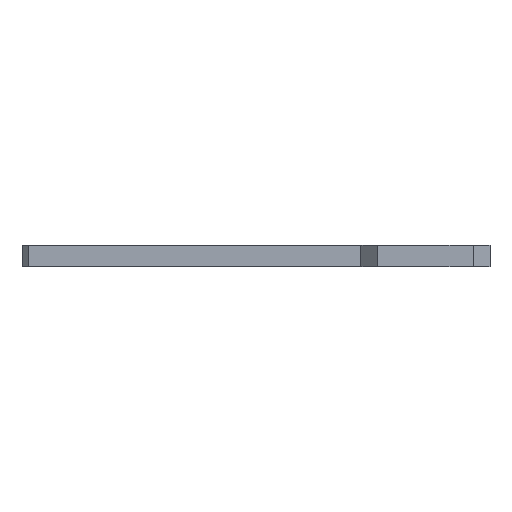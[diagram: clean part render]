
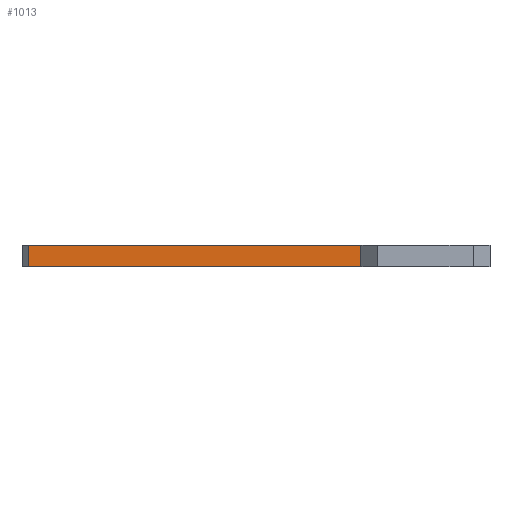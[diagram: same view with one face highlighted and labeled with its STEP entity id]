
A CAD part, left-side view. The second image highlights one B-rep face of the part: STEP entity #1013.
In plain terms, the highlighted planar face has unit normal (-1, 0, 0).
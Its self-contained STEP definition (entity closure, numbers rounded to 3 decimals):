
#19 = VERTEX_POINT ( 'NONE', #2218 ) ;
#41 = CARTESIAN_POINT ( 'NONE',  ( -56.5, 19.05, 0. ) ) ;
#247 = CARTESIAN_POINT ( 'NONE',  ( -56.5, 19.05, 6.4 ) ) ;
#745 = DIRECTION ( 'NONE',  ( 0., -1., 0. ) ) ;
#954 = VECTOR ( 'NONE', #4169, 1000. ) ;
#971 = VERTEX_POINT ( 'NONE', #3108 ) ;
#975 = EDGE_CURVE ( 'NONE', #19, #971, #1554, .T. ) ;
#1013 = ADVANCED_FACE ( 'NONE', ( #3794 ), #4248, .F. ) ;
#1100 = EDGE_CURVE ( 'NONE', #3323, #19, #1250, .T. ) ;
#1121 = CARTESIAN_POINT ( 'NONE',  ( -56.5, 19.05, 6.4 ) ) ;
#1250 = LINE ( 'NONE', #3199, #4170 ) ;
#1445 = AXIS2_PLACEMENT_3D ( 'NONE', #1121, #3463, #4275 ) ;
#1514 = CARTESIAN_POINT ( 'NONE',  ( -56.5, 117.05, 6.4 ) ) ;
#1554 = LINE ( 'NONE', #41, #3667 ) ;
#1578 = ORIENTED_EDGE ( 'NONE', *, *, #3741, .F. ) ;
#1988 = VERTEX_POINT ( 'NONE', #3778 ) ;
#2218 = CARTESIAN_POINT ( 'NONE',  ( -56.5, 117.05, 0. ) ) ;
#2241 = ORIENTED_EDGE ( 'NONE', *, *, #1100, .T. ) ;
#2942 = LINE ( 'NONE', #247, #954 ) ;
#3063 = CARTESIAN_POINT ( 'NONE',  ( -56.5, 19.05, 6.4 ) ) ;
#3108 = CARTESIAN_POINT ( 'NONE',  ( -56.5, 19.05, 0. ) ) ;
#3199 = CARTESIAN_POINT ( 'NONE',  ( -56.5, 117.05, 6.4 ) ) ;
#3323 = VERTEX_POINT ( 'NONE', #1514 ) ;
#3463 = DIRECTION ( 'NONE',  ( 1., 0., 0. ) ) ;
#3667 = VECTOR ( 'NONE', #745, 1000. ) ;
#3741 = EDGE_CURVE ( 'NONE', #3323, #1988, #4044, .T. ) ;
#3768 = ORIENTED_EDGE ( 'NONE', *, *, #975, .T. ) ;
#3778 = CARTESIAN_POINT ( 'NONE',  ( -56.5, 19.05, 6.4 ) ) ;
#3794 = FACE_OUTER_BOUND ( 'NONE', #4511, .T. ) ;
#3907 = DIRECTION ( 'NONE',  ( 0., 0., -1. ) ) ;
#4044 = LINE ( 'NONE', #3063, #4540 ) ;
#4169 = DIRECTION ( 'NONE',  ( 0., 0., -1. ) ) ;
#4170 = VECTOR ( 'NONE', #3907, 1000. ) ;
#4248 = PLANE ( 'NONE',  #1445 ) ;
#4275 = DIRECTION ( 'NONE',  ( 0., 0., -1. ) ) ;
#4322 = EDGE_CURVE ( 'NONE', #1988, #971, #2942, .T. ) ;
#4511 = EDGE_LOOP ( 'NONE', ( #1578, #2241, #3768, #4854 ) ) ;
#4540 = VECTOR ( 'NONE', #4553, 1000. ) ;
#4553 = DIRECTION ( 'NONE',  ( 0., -1., 0. ) ) ;
#4854 = ORIENTED_EDGE ( 'NONE', *, *, #4322, .F. ) ;
